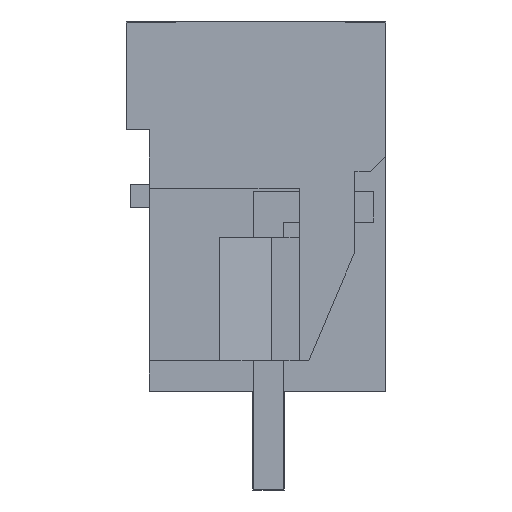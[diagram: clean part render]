
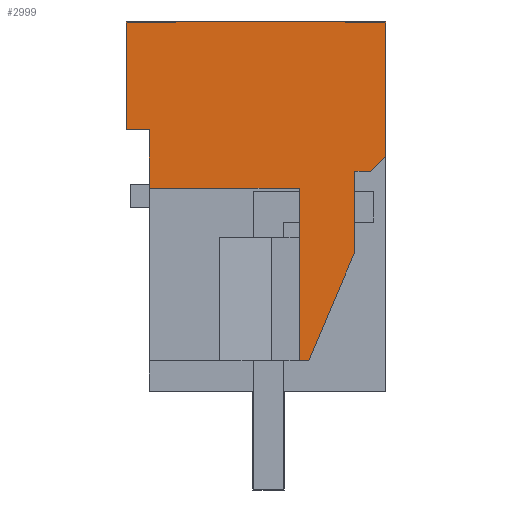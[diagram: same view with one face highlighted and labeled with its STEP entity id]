
A CAD part, left-side view. The second image highlights one B-rep face of the part: STEP entity #2999.
In plain terms, the highlighted planar face has unit normal (-1, 0, 0).
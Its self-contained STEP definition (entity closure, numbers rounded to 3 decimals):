
#2924=AXIS2_PLACEMENT_3D('Plane Axis2P3D',#2921,#2922,#2923) ;
#1417=CARTESIAN_POINT('Vertex',(0.,0.,15.2)) ;
#1420=CARTESIAN_POINT('Line Origine',(0.,0.,13.023)) ;
#1424=CARTESIAN_POINT('Vertex',(0.,0.,10.846)) ;
#2064=CARTESIAN_POINT('Vertex',(0.,7.68,9.8)) ;
#2067=CARTESIAN_POINT('Line Origine',(0.,7.68,10.75)) ;
#2071=CARTESIAN_POINT('Vertex',(0.,7.68,11.7)) ;
#2902=CARTESIAN_POINT('Line Origine',(0.,0.25,10.596)) ;
#2906=CARTESIAN_POINT('Vertex',(0.,0.5,10.346)) ;
#2921=CARTESIAN_POINT('Axis2P3D Location',(0.,-1.5,3.2)) ;
#2926=CARTESIAN_POINT('Line Origine',(0.,4.215,15.2)) ;
#2930=CARTESIAN_POINT('Vertex',(0.,8.43,15.2)) ;
#2933=CARTESIAN_POINT('Line Origine',(0.,8.43,13.45)) ;
#2937=CARTESIAN_POINT('Vertex',(0.,8.43,11.7)) ;
#2940=CARTESIAN_POINT('Line Origine',(0.,8.055,11.7)) ;
#2945=CARTESIAN_POINT('Line Origine',(0.,5.245,9.8)) ;
#2949=CARTESIAN_POINT('Vertex',(0.,2.81,9.8)) ;
#2952=CARTESIAN_POINT('Line Origine',(0.,2.81,7.)) ;
#2956=CARTESIAN_POINT('Vertex',(0.,2.81,4.2)) ;
#2959=CARTESIAN_POINT('Line Origine',(0.,2.655,4.2)) ;
#2963=CARTESIAN_POINT('Vertex',(0.,2.501,4.2)) ;
#2966=CARTESIAN_POINT('Line Origine',(0.,1.752,5.968)) ;
#2970=CARTESIAN_POINT('Vertex',(0.,1.003,7.735)) ;
#2973=CARTESIAN_POINT('Line Origine',(0.,1.003,9.041)) ;
#2977=CARTESIAN_POINT('Vertex',(0.,1.003,10.346)) ;
#2980=CARTESIAN_POINT('Line Origine',(0.,0.751,10.346)) ;
#1421=DIRECTION('Vector Direction',(0.,0.,1.)) ;
#2068=DIRECTION('Vector Direction',(0.,0.,-1.)) ;
#2903=DIRECTION('Vector Direction',(0.,-0.707,0.707)) ;
#2922=DIRECTION('Axis2P3D Direction',(-1.,0.,0.)) ;
#2923=DIRECTION('Axis2P3D XDirection',(0.,0.,1.)) ;
#2927=DIRECTION('Vector Direction',(0.,1.,0.)) ;
#2934=DIRECTION('Vector Direction',(0.,0.,-1.)) ;
#2941=DIRECTION('Vector Direction',(0.,-1.,0.)) ;
#2946=DIRECTION('Vector Direction',(0.,-1.,0.)) ;
#2953=DIRECTION('Vector Direction',(0.,0.,-1.)) ;
#2960=DIRECTION('Vector Direction',(0.,1.,0.)) ;
#2967=DIRECTION('Vector Direction',(0.,0.39,-0.921)) ;
#2974=DIRECTION('Vector Direction',(0.,0.,-1.)) ;
#2981=DIRECTION('Vector Direction',(0.,-1.,0.)) ;
#1422=VECTOR('Line Direction',#1421,1.) ;
#2069=VECTOR('Line Direction',#2068,1.) ;
#2904=VECTOR('Line Direction',#2903,1.) ;
#2928=VECTOR('Line Direction',#2927,1.) ;
#2935=VECTOR('Line Direction',#2934,1.) ;
#2942=VECTOR('Line Direction',#2941,1.) ;
#2947=VECTOR('Line Direction',#2946,1.) ;
#2954=VECTOR('Line Direction',#2953,1.) ;
#2961=VECTOR('Line Direction',#2960,1.) ;
#2968=VECTOR('Line Direction',#2967,1.) ;
#2975=VECTOR('Line Direction',#2974,1.) ;
#2982=VECTOR('Line Direction',#2981,1.) ;
#2986=ORIENTED_EDGE('',*,*,#1426,.T.) ;
#2987=ORIENTED_EDGE('',*,*,#2932,.T.) ;
#2988=ORIENTED_EDGE('',*,*,#2939,.T.) ;
#2989=ORIENTED_EDGE('',*,*,#2944,.T.) ;
#2990=ORIENTED_EDGE('',*,*,#2073,.T.) ;
#2991=ORIENTED_EDGE('',*,*,#2951,.T.) ;
#2992=ORIENTED_EDGE('',*,*,#2958,.T.) ;
#2993=ORIENTED_EDGE('',*,*,#2965,.F.) ;
#2994=ORIENTED_EDGE('',*,*,#2972,.F.) ;
#2995=ORIENTED_EDGE('',*,*,#2979,.F.) ;
#2996=ORIENTED_EDGE('',*,*,#2984,.F.) ;
#2997=ORIENTED_EDGE('',*,*,#2908,.F.) ;
#2999=ADVANCED_FACE('HOUSING',(#2998),#2925,.T.) ;
#1426=EDGE_CURVE('',#1425,#1418,#1423,.T.) ;
#2073=EDGE_CURVE('',#2072,#2065,#2070,.T.) ;
#2908=EDGE_CURVE('',#1425,#2907,#2905,.F.) ;
#2932=EDGE_CURVE('',#1418,#2931,#2929,.T.) ;
#2939=EDGE_CURVE('',#2931,#2938,#2936,.T.) ;
#2944=EDGE_CURVE('',#2938,#2072,#2943,.T.) ;
#2951=EDGE_CURVE('',#2065,#2950,#2948,.T.) ;
#2958=EDGE_CURVE('',#2950,#2957,#2955,.T.) ;
#2965=EDGE_CURVE('',#2964,#2957,#2962,.T.) ;
#2972=EDGE_CURVE('',#2971,#2964,#2969,.T.) ;
#2979=EDGE_CURVE('',#2978,#2971,#2976,.T.) ;
#2984=EDGE_CURVE('',#2907,#2978,#2983,.F.) ;
#2985=EDGE_LOOP('',(#2986,#2987,#2988,#2989,#2990,#2991,#2992,#2993,#2994,#2995,#2996,#2997)) ;
#2998=FACE_OUTER_BOUND('',#2985,.T.) ;
#1423=LINE('Line',#1420,#1422) ;
#2070=LINE('Line',#2067,#2069) ;
#2905=LINE('Line',#2902,#2904) ;
#2929=LINE('Line',#2926,#2928) ;
#2936=LINE('Line',#2933,#2935) ;
#2943=LINE('Line',#2940,#2942) ;
#2948=LINE('Line',#2945,#2947) ;
#2955=LINE('Line',#2952,#2954) ;
#2962=LINE('Line',#2959,#2961) ;
#2969=LINE('Line',#2966,#2968) ;
#2976=LINE('Line',#2973,#2975) ;
#2983=LINE('Line',#2980,#2982) ;
#2925=PLANE('',#2924) ;
#1418=VERTEX_POINT('',#1417) ;
#1425=VERTEX_POINT('',#1424) ;
#2065=VERTEX_POINT('',#2064) ;
#2072=VERTEX_POINT('',#2071) ;
#2907=VERTEX_POINT('',#2906) ;
#2931=VERTEX_POINT('',#2930) ;
#2938=VERTEX_POINT('',#2937) ;
#2950=VERTEX_POINT('',#2949) ;
#2957=VERTEX_POINT('',#2956) ;
#2964=VERTEX_POINT('',#2963) ;
#2971=VERTEX_POINT('',#2970) ;
#2978=VERTEX_POINT('',#2977) ;
